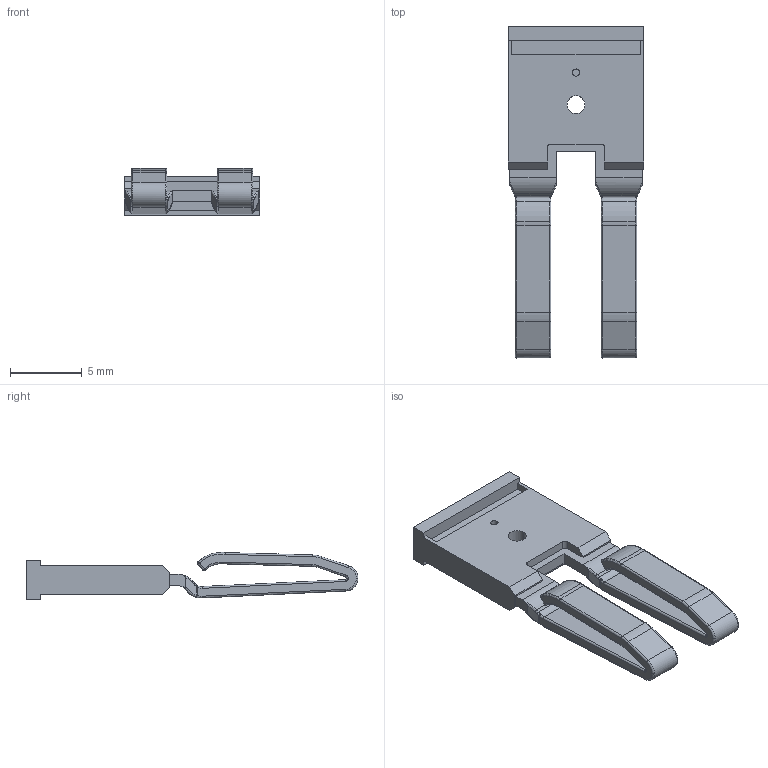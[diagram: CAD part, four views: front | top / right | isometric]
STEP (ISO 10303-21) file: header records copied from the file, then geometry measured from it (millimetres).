
FILE_DESCRIPTION (( 'STEP AP214' ), '1' );
FILE_NAME ('KN-2JM10.step', '2015-05-04T11:21:51', ( '' ), ( '' ), 'SwSTEP 2.0', 'SolidWorks 2014', '' );
FILE_SCHEMA (( 'AUTOMOTIVE_DESIGN' ));
Length unit declared in the file: millimetre
Products named in the file (1): KN-2JM10
Bounding box: 9.5 x 23.19 x 3.3 mm (x, y, z)
Volume: 272.4 mm3; surface area: 622.9 mm2
Topology: 1 solids, 1 shells, 224 faces, 554 edges, 330 vertices
Faces by surface type: cylinder 86, plane 68, torus 36, bspline 24, sphere 10
Entity records: 7611 total; most frequent: CARTESIAN_POINT 2025, ORIENTED_EDGE 1092, DIRECTION 1072, EDGE_CURVE 546, AXIS2_PLACEMENT_3D 405, VERTEX_POINT 326, VECTOR 262, LINE 262
